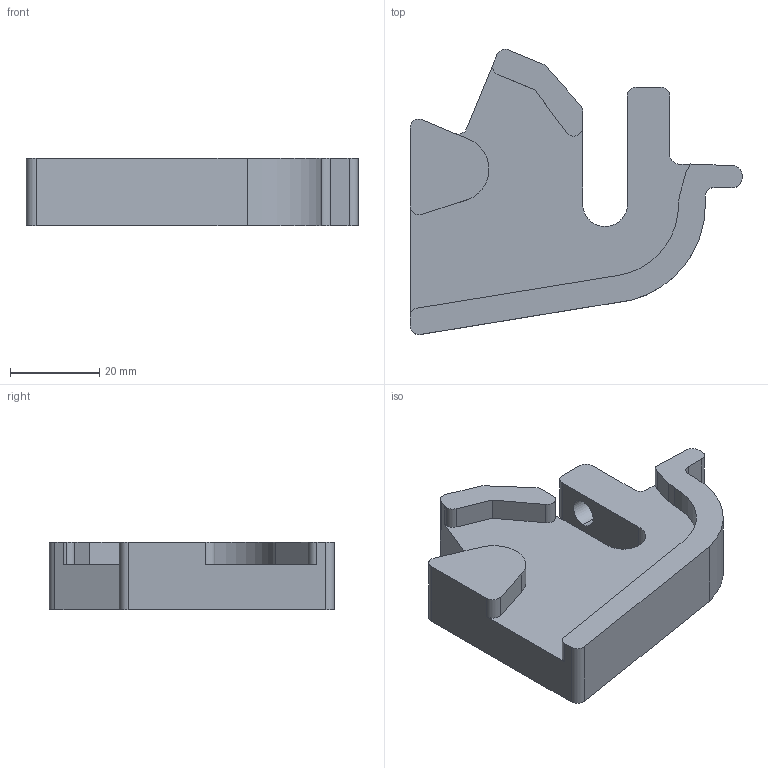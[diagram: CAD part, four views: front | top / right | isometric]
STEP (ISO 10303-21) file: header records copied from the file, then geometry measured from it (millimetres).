
FILE_DESCRIPTION (( 'STEP AP203' ), '1' );
FILE_NAME ('torque arm drive side v1_9.STEP', '2022-03-24T14:16:52', ( '' ), ( '' ), 'SwSTEP 2.0', 'SolidWorks 2021', '' );
FILE_SCHEMA (( 'CONFIG_CONTROL_DESIGN' ));
Length unit declared in the file: millimetre
Products named in the file (1): torque arm drive side v1_9
Bounding box: 74.29 x 63.83 x 15 mm (x, y, z)
Volume: 32631.8 mm3; surface area: 10322.8 mm2
Topology: 1 solids, 1 shells, 50 faces, 143 edges, 95 vertices
Faces by surface type: plane 27, cylinder 23
Entity records: 1726 total; most frequent: DIRECTION 291, CARTESIAN_POINT 289, ORIENTED_EDGE 286, EDGE_CURVE 143, VECTOR 97, AXIS2_PLACEMENT_3D 97, LINE 97, VERTEX_POINT 95
